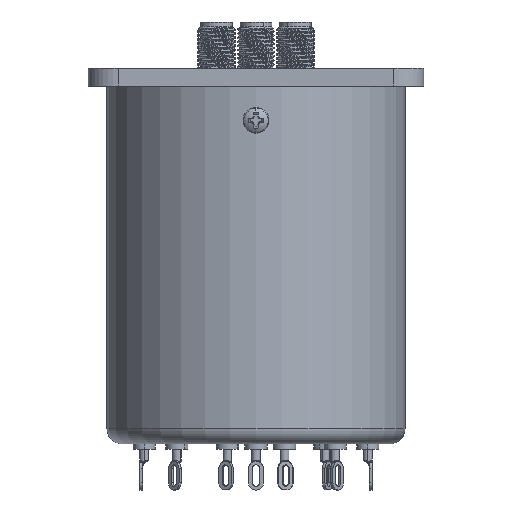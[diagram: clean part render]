
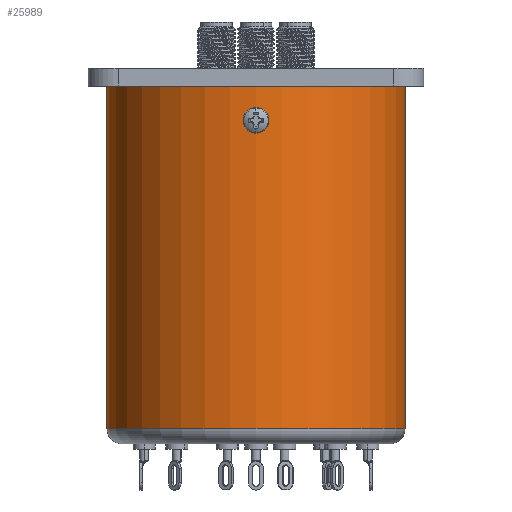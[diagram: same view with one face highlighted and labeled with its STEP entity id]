
A CAD part, front view. The second image highlights one B-rep face of the part: STEP entity #25989.
In plain terms, the highlighted cylindrical face has radius 25.4 mm (diameter 50.8 mm), a partial arc.
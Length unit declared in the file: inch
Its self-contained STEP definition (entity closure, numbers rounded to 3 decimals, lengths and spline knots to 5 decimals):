
#672 = CIRCLE ( 'NONE', #21815, 1. ) ;
#3469 = AXIS2_PLACEMENT_3D ( 'NONE', #61845, #26372, #6203 ) ;
#5333 = DIRECTION ( 'NONE',  ( 0., 0., 1. ) ) ;
#5462 = CARTESIAN_POINT ( 'NONE',  ( 0., 0., -2.52 ) ) ;
#6203 = DIRECTION ( 'NONE',  ( -1., 0., 0. ) ) ;
#11401 = ORIENTED_EDGE ( 'NONE', *, *, #15540, .F. ) ;
#11991 = ORIENTED_EDGE ( 'NONE', *, *, #45789, .T. ) ;
#14037 = CYLINDRICAL_SURFACE ( 'NONE', #30585, 1. ) ;
#14860 = FACE_OUTER_BOUND ( 'NONE', #60130, .T. ) ;
#15540 = EDGE_CURVE ( 'NONE', #58611, #45111, #38084, .T. ) ;
#17057 = VECTOR ( 'NONE', #53611, 39.37008 ) ;
#17455 = EDGE_CURVE ( 'NONE', #35718, #58611, #53035, .T. ) ;
#21815 = AXIS2_PLACEMENT_3D ( 'NONE', #25860, #30978, #36093 ) ;
#25860 = CARTESIAN_POINT ( 'NONE',  ( 0., 0., -2.42 ) ) ;
#25989 = ADVANCED_FACE ( 'NONE', ( #14860 ), #14037, .T. ) ;
#26372 = DIRECTION ( 'NONE',  ( 0., 0., 1. ) ) ;
#26697 = CARTESIAN_POINT ( 'NONE',  ( -1., 0., -0.12 ) ) ;
#27800 = ORIENTED_EDGE ( 'NONE', *, *, #31171, .T. ) ;
#29873 = LINE ( 'NONE', #33192, #17057 ) ;
#30585 = AXIS2_PLACEMENT_3D ( 'NONE', #5462, #56668, #61548 ) ;
#30978 = DIRECTION ( 'NONE',  ( 0., 0., 1. ) ) ;
#31171 = EDGE_CURVE ( 'NONE', #35718, #59524, #672, .T. ) ;
#33192 = CARTESIAN_POINT ( 'NONE',  ( 1., 0., -2.52 ) ) ;
#35718 = VERTEX_POINT ( 'NONE', #50959 ) ;
#36093 = DIRECTION ( 'NONE',  ( 1., 0., 0. ) ) ;
#38084 = CIRCLE ( 'NONE', #3469, 1. ) ;
#40469 = CARTESIAN_POINT ( 'NONE',  ( -1., 0., -2.52 ) ) ;
#41122 = CARTESIAN_POINT ( 'NONE',  ( 1., 0., -0.12 ) ) ;
#42152 = ORIENTED_EDGE ( 'NONE', *, *, #17455, .F. ) ;
#45111 = VERTEX_POINT ( 'NONE', #41122 ) ;
#45789 = EDGE_CURVE ( 'NONE', #59524, #45111, #29873, .T. ) ;
#50959 = CARTESIAN_POINT ( 'NONE',  ( -1., 0., -2.42 ) ) ;
#53035 = LINE ( 'NONE', #40469, #58586 ) ;
#53611 = DIRECTION ( 'NONE',  ( 0., 0., 1. ) ) ;
#56668 = DIRECTION ( 'NONE',  ( 0., 0., 1. ) ) ;
#58586 = VECTOR ( 'NONE', #5333, 39.37008 ) ;
#58611 = VERTEX_POINT ( 'NONE', #26697 ) ;
#59524 = VERTEX_POINT ( 'NONE', #65606 ) ;
#60130 = EDGE_LOOP ( 'NONE', ( #42152, #27800, #11991, #11401 ) ) ;
#61548 = DIRECTION ( 'NONE',  ( 1., 0., 0. ) ) ;
#61845 = CARTESIAN_POINT ( 'NONE',  ( 0., 0., -0.12 ) ) ;
#65606 = CARTESIAN_POINT ( 'NONE',  ( 1., 0., -2.42 ) ) ;
